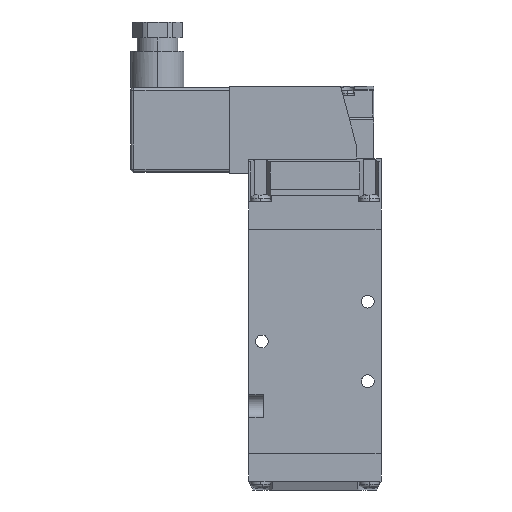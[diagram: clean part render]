
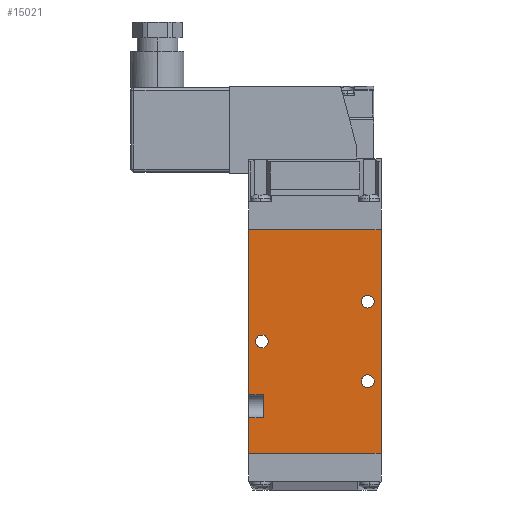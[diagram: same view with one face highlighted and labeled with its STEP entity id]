
A CAD part, left-side view. The second image highlights one B-rep face of the part: STEP entity #15021.
In plain terms, the highlighted planar face has unit normal (-1, 0, 0).
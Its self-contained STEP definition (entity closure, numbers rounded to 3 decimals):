
#100 = ORIENTED_EDGE ( 'NONE', *, *, #20617, .F. ) ;
#237 = ORIENTED_EDGE ( 'NONE', *, *, #8483, .T. ) ;
#334 = DIRECTION ( 'NONE',  ( 0., 0., -1. ) ) ;
#381 = CARTESIAN_POINT ( 'NONE',  ( -16., 40., -26. ) ) ;
#723 = LINE ( 'NONE', #16656, #15721 ) ;
#1158 = CIRCLE ( 'NONE', #24542, 2.15 ) ;
#1190 = CARTESIAN_POINT ( 'NONE',  ( -16., 0., -38. ) ) ;
#1277 = EDGE_LOOP ( 'NONE', ( #2374, #15197 ) ) ;
#1462 = ORIENTED_EDGE ( 'NONE', *, *, #23471, .F. ) ;
#1603 = ORIENTED_EDGE ( 'NONE', *, *, #22101, .T. ) ;
#1921 = DIRECTION ( 'NONE',  ( 1., 0., 0. ) ) ;
#2374 = ORIENTED_EDGE ( 'NONE', *, *, #4605, .T. ) ;
#2773 = CARTESIAN_POINT ( 'NONE',  ( -16., 4.5, -13.5 ) ) ;
#2868 = CARTESIAN_POINT ( 'NONE',  ( -16., 0., 47.5 ) ) ;
#3171 = FACE_BOUND ( 'NONE', #1277, .T. ) ;
#3227 = VECTOR ( 'NONE', #18237, 1000. ) ;
#3246 = EDGE_CURVE ( 'NONE', #15064, #4195, #4071, .T. ) ;
#3974 = DIRECTION ( 'NONE',  ( 0., 1., 0. ) ) ;
#4071 = CIRCLE ( 'NONE', #14553, 2.15 ) ;
#4195 = VERTEX_POINT ( 'NONE', #21417 ) ;
#4196 = VECTOR ( 'NONE', #14140, 1000. ) ;
#4429 = DIRECTION ( 'NONE',  ( 1., 0., 0. ) ) ;
#4540 = VERTEX_POINT ( 'NONE', #14388 ) ;
#4605 = EDGE_CURVE ( 'NONE', #4195, #15064, #1158, .T. ) ;
#4860 = CIRCLE ( 'NONE', #12712, 2.15 ) ;
#5902 = CARTESIAN_POINT ( 'NONE',  ( -16., 45., -38. ) ) ;
#5911 = EDGE_CURVE ( 'NONE', #26070, #10205, #20030, .T. ) ;
#6039 = CARTESIAN_POINT ( 'NONE',  ( -16., 4.5, -15.65 ) ) ;
#6129 = CARTESIAN_POINT ( 'NONE',  ( -16., 0., 38. ) ) ;
#6254 = VERTEX_POINT ( 'NONE', #20783 ) ;
#6278 = VERTEX_POINT ( 'NONE', #381 ) ;
#6508 = DIRECTION ( 'NONE',  ( 1., 0., 0. ) ) ;
#6708 = DIRECTION ( 'NONE',  ( 1., 0., 0. ) ) ;
#7163 = AXIS2_PLACEMENT_3D ( 'NONE', #23004, #1921, #8181 ) ;
#7917 = ORIENTED_EDGE ( 'NONE', *, *, #18817, .T. ) ;
#7940 = VECTOR ( 'NONE', #17472, 1000. ) ;
#8033 = CIRCLE ( 'NONE', #7163, 2.15 ) ;
#8181 = DIRECTION ( 'NONE',  ( 0., 0., -1. ) ) ;
#8455 = LINE ( 'NONE', #14467, #3227 ) ;
#8483 = EDGE_CURVE ( 'NONE', #18765, #4540, #8033, .T. ) ;
#8485 = VERTEX_POINT ( 'NONE', #22912 ) ;
#8504 = EDGE_LOOP ( 'NONE', ( #237, #25218 ) ) ;
#8750 = FACE_BOUND ( 'NONE', #8504, .T. ) ;
#8798 = DIRECTION ( 'NONE',  ( 0., 0., -1. ) ) ;
#8959 = EDGE_LOOP ( 'NONE', ( #1462, #100, #24321, #7917, #9587, #21547, #18773, #25788 ) ) ;
#9587 = ORIENTED_EDGE ( 'NONE', *, *, #12492, .F. ) ;
#9703 = DIRECTION ( 'NONE',  ( 1., 0., 0. ) ) ;
#9922 = EDGE_CURVE ( 'NONE', #10197, #21488, #23068, .T. ) ;
#10095 = VERTEX_POINT ( 'NONE', #26758 ) ;
#10197 = VERTEX_POINT ( 'NONE', #6039 ) ;
#10205 = VERTEX_POINT ( 'NONE', #6129 ) ;
#10414 = CARTESIAN_POINT ( 'NONE',  ( -16., 45., 47.5 ) ) ;
#10437 = AXIS2_PLACEMENT_3D ( 'NONE', #2773, #4429, #334 ) ;
#10833 = LINE ( 'NONE', #15532, #15740 ) ;
#10840 = AXIS2_PLACEMENT_3D ( 'NONE', #11978, #9703, #24310 ) ;
#11347 = VECTOR ( 'NONE', #3974, 1000. ) ;
#11553 = ORIENTED_EDGE ( 'NONE', *, *, #9922, .T. ) ;
#11890 = DIRECTION ( 'NONE',  ( 0., 0., -1. ) ) ;
#11978 = CARTESIAN_POINT ( 'NONE',  ( -16., 45., 47.5 ) ) ;
#12205 = CARTESIAN_POINT ( 'NONE',  ( -16., 45., -38. ) ) ;
#12445 = CARTESIAN_POINT ( 'NONE',  ( -16., 4.5, 13.5 ) ) ;
#12492 = EDGE_CURVE ( 'NONE', #26179, #8485, #16953, .T. ) ;
#12712 = AXIS2_PLACEMENT_3D ( 'NONE', #23982, #22148, #18022 ) ;
#13001 = LINE ( 'NONE', #25869, #4196 ) ;
#13800 = EDGE_CURVE ( 'NONE', #6278, #10095, #10833, .T. ) ;
#14140 = DIRECTION ( 'NONE',  ( 0., 1., 0. ) ) ;
#14388 = CARTESIAN_POINT ( 'NONE',  ( -16., 40.5, 2.15 ) ) ;
#14444 = DIRECTION ( 'NONE',  ( 0., 0., 1. ) ) ;
#14467 = CARTESIAN_POINT ( 'NONE',  ( -16., 45., 38. ) ) ;
#14553 = AXIS2_PLACEMENT_3D ( 'NONE', #12445, #6508, #21153 ) ;
#14650 = DIRECTION ( 'NONE',  ( 0., 1., 0. ) ) ;
#15021 = ADVANCED_FACE ( 'NONE', ( #17210, #8750, #15607, #3171 ), #20587, .F. ) ;
#15064 = VERTEX_POINT ( 'NONE', #16717 ) ;
#15197 = ORIENTED_EDGE ( 'NONE', *, *, #3246, .T. ) ;
#15532 = CARTESIAN_POINT ( 'NONE',  ( -16., 40., -26. ) ) ;
#15607 = FACE_BOUND ( 'NONE', #24190, .T. ) ;
#15721 = VECTOR ( 'NONE', #14650, 1000. ) ;
#15740 = VECTOR ( 'NONE', #17611, 1000. ) ;
#15781 = LINE ( 'NONE', #10414, #21048 ) ;
#16311 = VECTOR ( 'NONE', #14444, 1000. ) ;
#16461 = CARTESIAN_POINT ( 'NONE',  ( -16., 4.5, -11.35 ) ) ;
#16570 = CARTESIAN_POINT ( 'NONE',  ( -16., 40.5, -2.15 ) ) ;
#16656 = CARTESIAN_POINT ( 'NONE',  ( -16., 40., -26. ) ) ;
#16717 = CARTESIAN_POINT ( 'NONE',  ( -16., 4.5, 15.65 ) ) ;
#16726 = CARTESIAN_POINT ( 'NONE',  ( -16., 45., 47.5 ) ) ;
#16953 = LINE ( 'NONE', #16726, #16311 ) ;
#17210 = FACE_OUTER_BOUND ( 'NONE', #8959, .T. ) ;
#17348 = AXIS2_PLACEMENT_3D ( 'NONE', #26400, #20127, #11890 ) ;
#17472 = DIRECTION ( 'NONE',  ( 0., 0., 1. ) ) ;
#17611 = DIRECTION ( 'NONE',  ( 0., 0., 1. ) ) ;
#18022 = DIRECTION ( 'NONE',  ( 0., 0., -1. ) ) ;
#18237 = DIRECTION ( 'NONE',  ( 0., 1., 0. ) ) ;
#18765 = VERTEX_POINT ( 'NONE', #16570 ) ;
#18773 = ORIENTED_EDGE ( 'NONE', *, *, #5911, .T. ) ;
#18817 = EDGE_CURVE ( 'NONE', #6278, #8485, #723, .T. ) ;
#19496 = CARTESIAN_POINT ( 'NONE',  ( -16., 4.5, 13.5 ) ) ;
#20030 = LINE ( 'NONE', #2868, #7940 ) ;
#20127 = DIRECTION ( 'NONE',  ( 1., 0., 0. ) ) ;
#20144 = EDGE_CURVE ( 'NONE', #10205, #22848, #8455, .T. ) ;
#20587 = PLANE ( 'NONE',  #10840 ) ;
#20617 = EDGE_CURVE ( 'NONE', #10095, #6254, #13001, .T. ) ;
#20671 = DIRECTION ( 'NONE',  ( 0., 0., 1. ) ) ;
#20783 = CARTESIAN_POINT ( 'NONE',  ( -16., 45., -18. ) ) ;
#21048 = VECTOR ( 'NONE', #20671, 1000. ) ;
#21153 = DIRECTION ( 'NONE',  ( 0., 0., -1. ) ) ;
#21299 = EDGE_CURVE ( 'NONE', #26070, #26179, #24405, .T. ) ;
#21417 = CARTESIAN_POINT ( 'NONE',  ( -16., 4.5, 11.35 ) ) ;
#21488 = VERTEX_POINT ( 'NONE', #16461 ) ;
#21547 = ORIENTED_EDGE ( 'NONE', *, *, #21299, .F. ) ;
#22101 = EDGE_CURVE ( 'NONE', #21488, #10197, #25671, .T. ) ;
#22148 = DIRECTION ( 'NONE',  ( 1., 0., 0. ) ) ;
#22848 = VERTEX_POINT ( 'NONE', #24413 ) ;
#22912 = CARTESIAN_POINT ( 'NONE',  ( -16., 45., -26. ) ) ;
#23004 = CARTESIAN_POINT ( 'NONE',  ( -16., 40.5, 0. ) ) ;
#23068 = CIRCLE ( 'NONE', #17348, 2.15 ) ;
#23471 = EDGE_CURVE ( 'NONE', #6254, #22848, #15781, .T. ) ;
#23982 = CARTESIAN_POINT ( 'NONE',  ( -16., 40.5, 0. ) ) ;
#24190 = EDGE_LOOP ( 'NONE', ( #11553, #1603 ) ) ;
#24310 = DIRECTION ( 'NONE',  ( 0., 0., -1. ) ) ;
#24321 = ORIENTED_EDGE ( 'NONE', *, *, #13800, .F. ) ;
#24405 = LINE ( 'NONE', #5902, #11347 ) ;
#24413 = CARTESIAN_POINT ( 'NONE',  ( -16., 45., 38. ) ) ;
#24542 = AXIS2_PLACEMENT_3D ( 'NONE', #19496, #6708, #8798 ) ;
#25218 = ORIENTED_EDGE ( 'NONE', *, *, #26982, .T. ) ;
#25671 = CIRCLE ( 'NONE', #10437, 2.15 ) ;
#25788 = ORIENTED_EDGE ( 'NONE', *, *, #20144, .T. ) ;
#25869 = CARTESIAN_POINT ( 'NONE',  ( -16., 40., -18. ) ) ;
#26070 = VERTEX_POINT ( 'NONE', #1190 ) ;
#26179 = VERTEX_POINT ( 'NONE', #12205 ) ;
#26400 = CARTESIAN_POINT ( 'NONE',  ( -16., 4.5, -13.5 ) ) ;
#26758 = CARTESIAN_POINT ( 'NONE',  ( -16., 40., -18. ) ) ;
#26982 = EDGE_CURVE ( 'NONE', #4540, #18765, #4860, .T. ) ;
